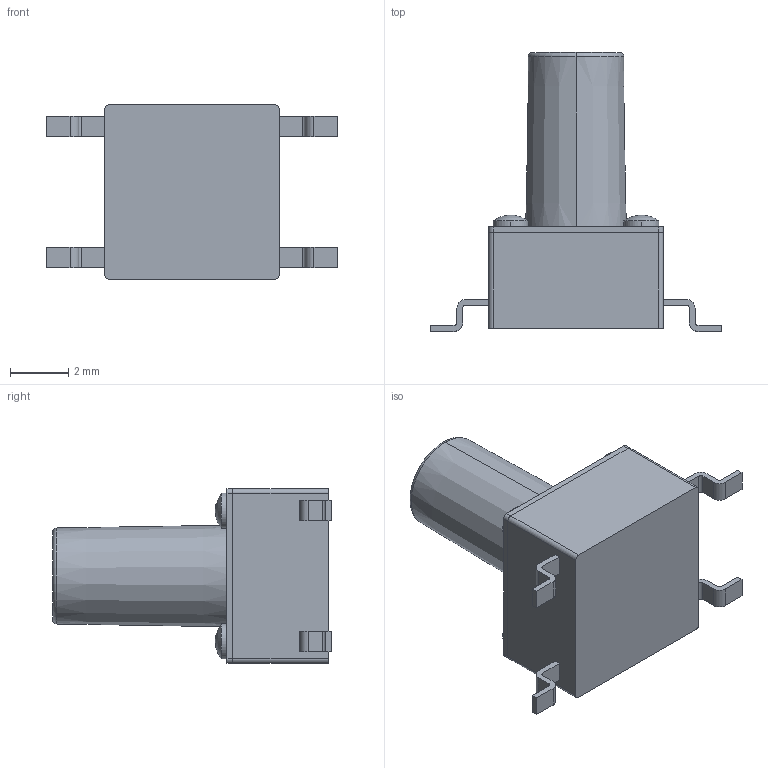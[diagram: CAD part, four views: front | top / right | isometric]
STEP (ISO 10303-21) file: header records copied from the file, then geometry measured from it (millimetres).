
FILE_DESCRIPTION (( 'STEP AP214' ), '1' );
FILE_NAME ('CUI_DEVICES_TS04-66-95-BK-100-SMT.step', '2024-05-13T16:04:22', ( '' ), ( '' ), 'SwSTEP 2.0', 'SolidWorks 2024', '' );
FILE_SCHEMA (( 'AUTOMOTIVE_DESIGN' ));
Length unit declared in the file: inch
Products named in the file (1): CUI_DEVICES_TS04-66-95-BK-100-SMT
Bounding box: 10 x 9.6 x 6 mm (x, y, z)
Volume: 182.9 mm3; surface area: 320.9 mm2
Topology: 7 solids, 7 shells, 116 faces, 292 edges, 194 vertices
Faces by surface type: plane 58, cylinder 50, sphere 4, cone 2, torus 2
Entity records: 3529 total; most frequent: DIRECTION 622, CARTESIAN_POINT 583, ORIENTED_EDGE 560, EDGE_CURVE 280, AXIS2_PLACEMENT_3D 225, VERTEX_POINT 186, VECTOR 172, LINE 172
